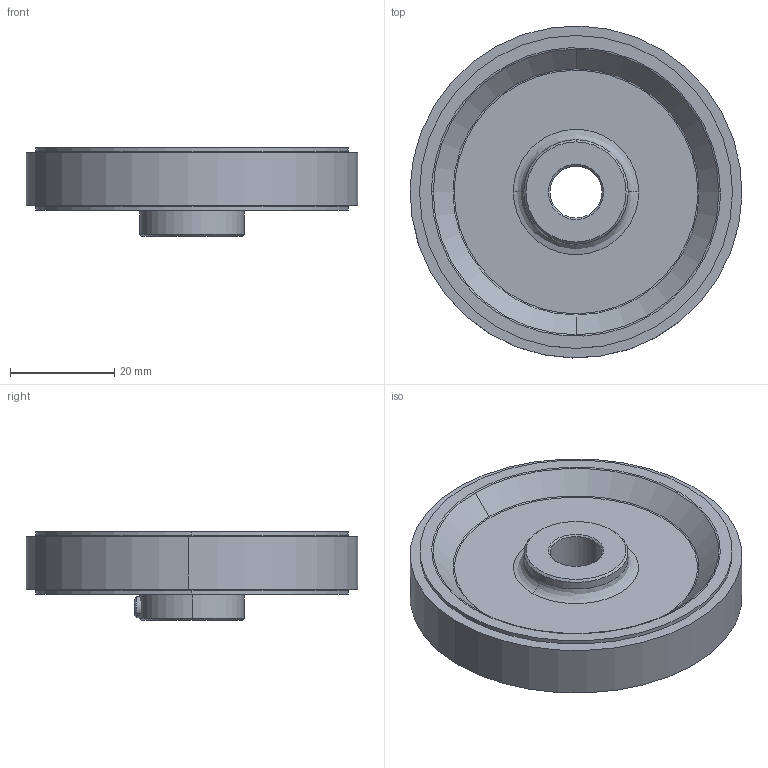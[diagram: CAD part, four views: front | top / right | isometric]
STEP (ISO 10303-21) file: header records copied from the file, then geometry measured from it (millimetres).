
FILE_DESCRIPTION (( 'STEP AP203' ), '1' );
FILE_NAME ('M075_9108-10_Poly-Smooth.STEP', '2018-07-23T08:23:09', ( '' ), ( '' ), 'SwSTEP 2.0', 'SolidWorks 2016', '' );
FILE_SCHEMA (( 'CONFIG_CONTROL_DESIGN' ));
Length unit declared in the file: millimetre
Products named in the file (1): M075_9108-10_Poly-Smooth
Bounding box: 63.64 x 63.64 x 17 mm (x, y, z)
Surface area: 10553.7 mm2 (no closed solid volume)
Topology: 0 solids, 3 shells, 59 faces, 141 edges, 90 vertices
Faces by surface type: cone 18, cylinder 16, plane 13, bspline 12
Entity records: 2656 total; most frequent: CARTESIAN_POINT 1239, DIRECTION 293, ORIENTED_EDGE 262, EDGE_CURVE 139, AXIS2_PLACEMENT_3D 122, VERTEX_POINT 90, CIRCLE 74, EDGE_LOOP 70
